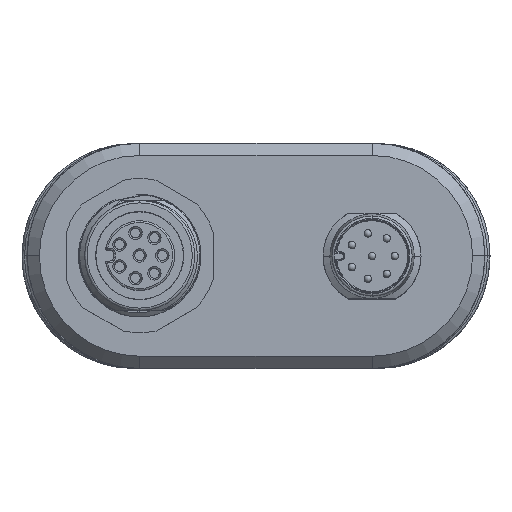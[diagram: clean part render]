
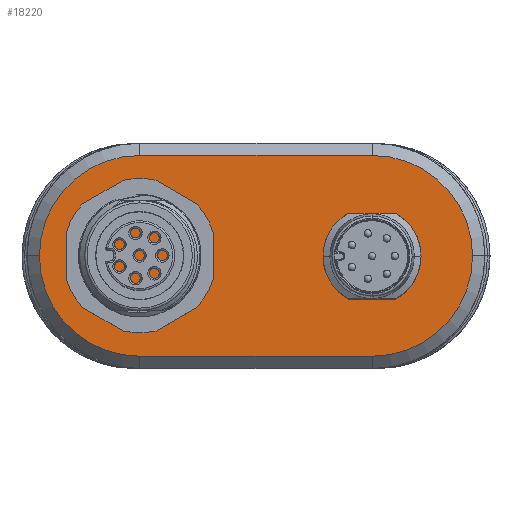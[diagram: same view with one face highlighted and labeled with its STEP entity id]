
A CAD part, top view. The second image highlights one B-rep face of the part: STEP entity #18220.
In plain terms, the highlighted planar face has unit normal (0, 0, 1).
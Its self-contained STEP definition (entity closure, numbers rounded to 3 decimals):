
#111 = ORIENTED_EDGE ( 'NONE', *, *, #44604, .T. ) ;
#518 = CARTESIAN_POINT ( 'NONE',  ( 8.725, 17.2, 15.4 ) ) ;
#2613 = CARTESIAN_POINT ( 'NONE',  ( 27.722, 0.8, 15.4 ) ) ;
#2877 = CARTESIAN_POINT ( 'NONE',  ( 8.725, 17.2, 15.4 ) ) ;
#3576 = DIRECTION ( 'NONE',  ( -1., 0., 0. ) ) ;
#3815 = DIRECTION ( 'NONE',  ( 0., 0., 1. ) ) ;
#4216 = CIRCLE ( 'NONE', #33225, 8.2 ) ;
#4617 = AXIS2_PLACEMENT_3D ( 'NONE', #5894, #20342, #40888 ) ;
#5256 = AXIS2_PLACEMENT_3D ( 'NONE', #23691, #5533, #16497 ) ;
#5533 = DIRECTION ( 'NONE',  ( 0., 0., 1. ) ) ;
#5894 = CARTESIAN_POINT ( 'NONE',  ( 0., 0., 15.4 ) ) ;
#5942 = ORIENTED_EDGE ( 'NONE', *, *, #29475, .T. ) ;
#6208 = CARTESIAN_POINT ( 'NONE',  ( 0.525, 9., 15.4 ) ) ;
#6269 = EDGE_CURVE ( 'NONE', #21692, #30727, #30556, .T. ) ;
#6802 = DIRECTION ( 'NONE',  ( 0., 0., 1. ) ) ;
#6878 = EDGE_CURVE ( 'NONE', #14436, #21692, #43989, .T. ) ;
#7402 = CIRCLE ( 'NONE', #23042, 8.2 ) ;
#7891 = EDGE_LOOP ( 'NONE', ( #8502, #16682, #5942, #111, #22246, #45729 ) ) ;
#8120 = LINE ( 'NONE', #11848, #37098 ) ;
#8502 = ORIENTED_EDGE ( 'NONE', *, *, #6269, .T. ) ;
#10501 = DIRECTION ( 'NONE',  ( 0., 0., 1. ) ) ;
#11848 = CARTESIAN_POINT ( 'NONE',  ( 27.722, 0.8, 15.4 ) ) ;
#13941 = VERTEX_POINT ( 'NONE', #2613 ) ;
#14321 = CARTESIAN_POINT ( 'NONE',  ( 27.722, 9., 15.4 ) ) ;
#14436 = VERTEX_POINT ( 'NONE', #518 ) ;
#16406 = PLANE ( 'NONE',  #4617 ) ;
#16497 = DIRECTION ( 'NONE',  ( -1., 0., 0. ) ) ;
#16682 = ORIENTED_EDGE ( 'NONE', *, *, #33223, .T. ) ;
#18220 = ADVANCED_FACE ( 'NONE', ( #37830 ), #16406, .F. ) ;
#20342 = DIRECTION ( 'NONE',  ( 0., 0., -1. ) ) ;
#20512 = VECTOR ( 'NONE', #24077, 1000. ) ;
#21692 = VERTEX_POINT ( 'NONE', #6208 ) ;
#22246 = ORIENTED_EDGE ( 'NONE', *, *, #35918, .T. ) ;
#23042 = AXIS2_PLACEMENT_3D ( 'NONE', #35447, #6802, #28232 ) ;
#23691 = CARTESIAN_POINT ( 'NONE',  ( 8.725, 9., 15.4 ) ) ;
#23851 = LINE ( 'NONE', #2877, #20512 ) ;
#24077 = DIRECTION ( 'NONE',  ( -1., 0., 0. ) ) ;
#25109 = CARTESIAN_POINT ( 'NONE',  ( 27.722, 17.2, 15.4 ) ) ;
#25920 = CARTESIAN_POINT ( 'NONE',  ( 8.725, 0.8, 15.4 ) ) ;
#28232 = DIRECTION ( 'NONE',  ( -1., 0., 0. ) ) ;
#29475 = EDGE_CURVE ( 'NONE', #13941, #42595, #7402, .T. ) ;
#30556 = CIRCLE ( 'NONE', #5256, 8.2 ) ;
#30727 = VERTEX_POINT ( 'NONE', #25920 ) ;
#31565 = CARTESIAN_POINT ( 'NONE',  ( 35.922, 9., 15.4 ) ) ;
#33223 = EDGE_CURVE ( 'NONE', #30727, #13941, #8120, .T. ) ;
#33225 = AXIS2_PLACEMENT_3D ( 'NONE', #14321, #3815, #3576 ) ;
#35059 = AXIS2_PLACEMENT_3D ( 'NONE', #45713, #10501, #38952 ) ;
#35447 = CARTESIAN_POINT ( 'NONE',  ( 27.722, 9., 15.4 ) ) ;
#35918 = EDGE_CURVE ( 'NONE', #43010, #14436, #23851, .T. ) ;
#37098 = VECTOR ( 'NONE', #43782, 1000. ) ;
#37830 = FACE_OUTER_BOUND ( 'NONE', #7891, .T. ) ;
#38952 = DIRECTION ( 'NONE',  ( -1., 0., 0. ) ) ;
#40888 = DIRECTION ( 'NONE',  ( -1., 0., 0. ) ) ;
#42595 = VERTEX_POINT ( 'NONE', #31565 ) ;
#43010 = VERTEX_POINT ( 'NONE', #25109 ) ;
#43782 = DIRECTION ( 'NONE',  ( 1., 0., 0. ) ) ;
#43989 = CIRCLE ( 'NONE', #35059, 8.2 ) ;
#44604 = EDGE_CURVE ( 'NONE', #42595, #43010, #4216, .T. ) ;
#45713 = CARTESIAN_POINT ( 'NONE',  ( 8.725, 9., 15.4 ) ) ;
#45729 = ORIENTED_EDGE ( 'NONE', *, *, #6878, .T. ) ;
